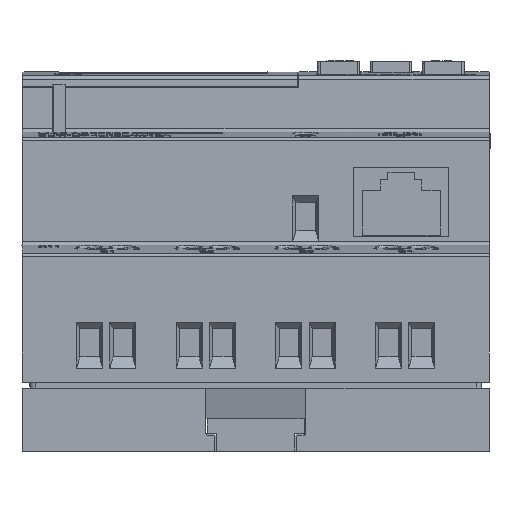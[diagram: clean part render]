
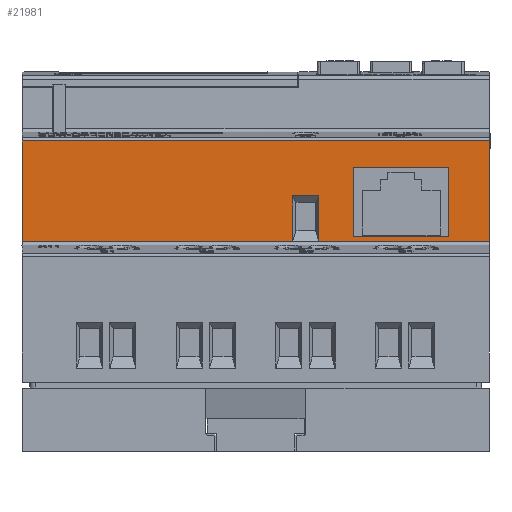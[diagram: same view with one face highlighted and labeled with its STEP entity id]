
A CAD part, front view. The second image highlights one B-rep face of the part: STEP entity #21981.
In plain terms, the highlighted face is planar.
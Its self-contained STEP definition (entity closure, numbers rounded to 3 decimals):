
#19804=FACE_BOUND('',#29091,.T.);
#19805=FACE_BOUND('',#29092,.T.);
#19806=FACE_BOUND('',#29093,.T.);
#21981=ADVANCED_FACE('',(#19804,#19805,#19806),#24673,.T.);
#24673=PLANE('',#68456);
#29091=EDGE_LOOP('',(#32650,#32651,#32652,#32653));
#29092=EDGE_LOOP('',(#32654,#32655,#32656,#32657));
#29093=EDGE_LOOP('',(#32658,#32659,#32660,#32661));
#32650=ORIENTED_EDGE('',*,*,#50667,.F.);
#32651=ORIENTED_EDGE('',*,*,#50668,.F.);
#32652=ORIENTED_EDGE('',*,*,#50669,.F.);
#32653=ORIENTED_EDGE('',*,*,#50670,.F.);
#32654=ORIENTED_EDGE('',*,*,#50671,.T.);
#32655=ORIENTED_EDGE('',*,*,#50672,.T.);
#32656=ORIENTED_EDGE('',*,*,#50673,.T.);
#32657=ORIENTED_EDGE('',*,*,#50674,.T.);
#32658=ORIENTED_EDGE('',*,*,#50675,.F.);
#32659=ORIENTED_EDGE('',*,*,#50666,.F.);
#32660=ORIENTED_EDGE('',*,*,#50081,.T.);
#32661=ORIENTED_EDGE('',*,*,#50676,.T.);
#45577=VERTEX_POINT('',#84417);
#45578=VERTEX_POINT('',#84419);
#46114=VERTEX_POINT('',#86845);
#46115=VERTEX_POINT('',#86849);
#46116=VERTEX_POINT('',#86850);
#46117=VERTEX_POINT('',#86852);
#46118=VERTEX_POINT('',#86854);
#46119=VERTEX_POINT('',#86857);
#46120=VERTEX_POINT('',#86858);
#46121=VERTEX_POINT('',#86860);
#46122=VERTEX_POINT('',#86862);
#46123=VERTEX_POINT('',#86865);
#50081=EDGE_CURVE('',#45578,#45577,#56822,.T.);
#50666=EDGE_CURVE('',#45578,#46114,#57184,.T.);
#50667=EDGE_CURVE('',#46115,#46116,#57185,.T.);
#50668=EDGE_CURVE('',#46117,#46115,#57186,.T.);
#50669=EDGE_CURVE('',#46118,#46117,#57187,.T.);
#50670=EDGE_CURVE('',#46116,#46118,#57188,.T.);
#50671=EDGE_CURVE('',#46119,#46120,#57189,.T.);
#50672=EDGE_CURVE('',#46120,#46121,#57190,.T.);
#50673=EDGE_CURVE('',#46121,#46122,#57191,.T.);
#50674=EDGE_CURVE('',#46122,#46119,#57192,.T.);
#50675=EDGE_CURVE('',#46114,#46123,#57193,.T.);
#50676=EDGE_CURVE('',#45577,#46123,#57194,.T.);
#56822=LINE('',#84418,#60794);
#57184=LINE('',#86846,#61156);
#57185=LINE('',#86848,#61157);
#57186=LINE('',#86851,#61158);
#57187=LINE('',#86853,#61159);
#57188=LINE('',#86855,#61160);
#57189=LINE('',#86856,#61161);
#57190=LINE('',#86859,#61162);
#57191=LINE('',#86861,#61163);
#57192=LINE('',#86863,#61164);
#57193=LINE('',#86864,#61165);
#57194=LINE('',#86866,#61166);
#60794=VECTOR('',#72097,1.);
#61156=VECTOR('',#72749,1.);
#61157=VECTOR('',#72752,1.);
#61158=VECTOR('',#72753,1.);
#61159=VECTOR('',#72754,1.);
#61160=VECTOR('',#72755,1.);
#61161=VECTOR('',#72756,1.);
#61162=VECTOR('',#72757,1.);
#61163=VECTOR('',#72758,1.);
#61164=VECTOR('',#72759,1.);
#61165=VECTOR('',#72760,1.);
#61166=VECTOR('',#72761,1.);
#68456=AXIS2_PLACEMENT_3D('',#86867,#72762,#72763);
#72097=DIRECTION('',(0.,-1.,0.));
#72749=DIRECTION('',(1.,0.,0.));
#72752=DIRECTION('',(0.,-1.,0.));
#72753=DIRECTION('',(-1.,0.,0.));
#72754=DIRECTION('',(0.,1.,0.));
#72755=DIRECTION('',(1.,0.,0.));
#72756=DIRECTION('',(-1.,0.,0.));
#72757=DIRECTION('',(0.,1.,0.));
#72758=DIRECTION('',(1.,0.,0.));
#72759=DIRECTION('',(0.,-1.,0.));
#72760=DIRECTION('',(0.,-1.,0.));
#72761=DIRECTION('',(1.,0.,0.));
#72762=DIRECTION('',(0.,0.,1.));
#72763=DIRECTION('',(0.,-1.,0.));
#84417=CARTESIAN_POINT('',(-35.75,27.05,34.));
#84418=CARTESIAN_POINT('',(-35.75,42.495,34.));
#84419=CARTESIAN_POINT('',(-35.75,42.495,34.));
#86845=CARTESIAN_POINT('',(35.75,42.495,34.));
#86846=CARTESIAN_POINT('',(-35.75,42.495,34.));
#86848=CARTESIAN_POINT('',(14.91,38.41,34.));
#86849=CARTESIAN_POINT('',(14.91,38.41,34.));
#86850=CARTESIAN_POINT('',(14.91,27.81,34.));
#86851=CARTESIAN_POINT('',(29.51,38.41,34.));
#86852=CARTESIAN_POINT('',(29.51,38.41,34.));
#86853=CARTESIAN_POINT('',(29.51,27.81,34.));
#86854=CARTESIAN_POINT('',(29.51,27.81,34.));
#86855=CARTESIAN_POINT('',(14.91,27.81,34.));
#86856=CARTESIAN_POINT('',(6.16,27.1,34.));
#86857=CARTESIAN_POINT('',(9.66,27.1,34.));
#86858=CARTESIAN_POINT('',(5.66,27.1,34.));
#86859=CARTESIAN_POINT('',(5.66,34.1,34.));
#86860=CARTESIAN_POINT('',(5.66,34.1,34.));
#86861=CARTESIAN_POINT('',(9.16,34.1,34.));
#86862=CARTESIAN_POINT('',(9.66,34.1,34.));
#86863=CARTESIAN_POINT('',(9.66,27.1,34.));
#86864=CARTESIAN_POINT('',(35.75,42.495,34.));
#86865=CARTESIAN_POINT('',(35.75,27.05,34.));
#86866=CARTESIAN_POINT('',(-35.75,27.05,34.));
#86867=CARTESIAN_POINT('',(-35.75,42.495,34.));
